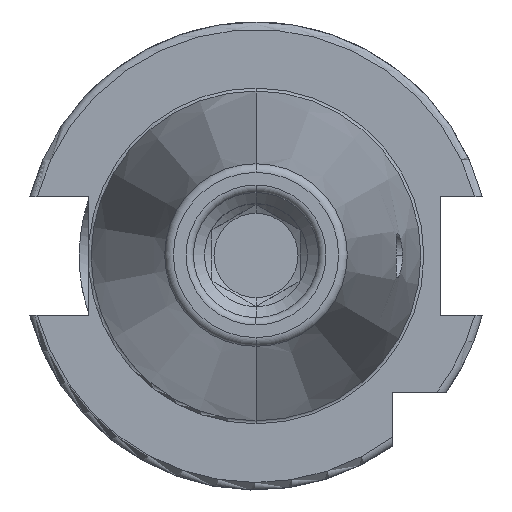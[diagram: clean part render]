
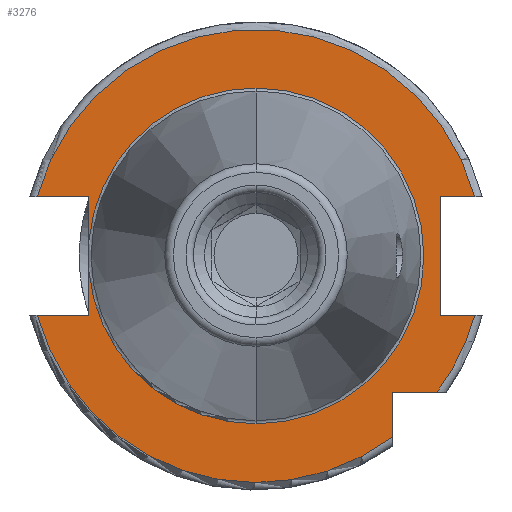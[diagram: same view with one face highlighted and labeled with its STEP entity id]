
A CAD part, top view. The second image highlights one B-rep face of the part: STEP entity #3276.
In plain terms, the highlighted planar face has unit normal (0, 0, 1).
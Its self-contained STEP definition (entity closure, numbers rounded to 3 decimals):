
#372=DIRECTION('',(1,0,0));
#373=VECTOR('',#372,7.004);
#374=CARTESIAN_POINT('',(-29.704,-8.05,15.9));
#375=LINE('',#374,#373);
#376=DIRECTION('',(0,1,0));
#377=VECTOR('',#376,5.917);
#378=CARTESIAN_POINT('',(-22.7,-8.05,15.9));
#379=LINE('',#378,#377);
#380=DIRECTION('',(0,1,0));
#381=VECTOR('',#380,5.917);
#382=CARTESIAN_POINT('',(-22.7,2.133,15.9));
#383=LINE('',#382,#381);
#384=DIRECTION('',(1,0,0));
#385=VECTOR('',#384,7.004);
#386=CARTESIAN_POINT('',(-29.704,8.05,15.9));
#387=LINE('',#386,#385);
#388=DIRECTION('',(-1,0,0));
#389=VECTOR('',#388,4.704);
#390=CARTESIAN_POINT('',(29.704,8.05,15.9));
#391=LINE('',#390,#389);
#392=DIRECTION('',(0,-1,0));
#393=VECTOR('',#392,16.1);
#394=CARTESIAN_POINT('',(25,8.05,15.9));
#395=LINE('',#394,#393);
#396=DIRECTION('',(-1,0,0));
#397=VECTOR('',#396,4.704);
#398=CARTESIAN_POINT('',(29.704,-8.05,15.9));
#399=LINE('',#398,#397);
#400=CARTESIAN_POINT('',(0,0,15.9));
#401=DIRECTION('',(0,0,1));
#402=DIRECTION('',(0.799,-0.601,0));
#403=AXIS2_PLACEMENT_3D('',#400,#401,#402);
#405=DIRECTION('',(-1,0,0));
#406=VECTOR('',#405,6.094);
#407=CARTESIAN_POINT('',(24.594,-18.5,15.9));
#408=LINE('',#407,#406);
#409=DIRECTION('',(0,1,0));
#410=VECTOR('',#409,6.094);
#411=CARTESIAN_POINT('',(18.5,-24.594,15.9));
#412=LINE('',#411,#410);
#423=CARTESIAN_POINT('',(0,0,15.9));
#424=DIRECTION('',(0,0,1));
#425=DIRECTION('',(0,1,0));
#426=AXIS2_PLACEMENT_3D('',#423,#424,#425);
#438=CARTESIAN_POINT('',(0,0,15.9));
#439=DIRECTION('',(0,0,1));
#440=DIRECTION('',(-0.996,-0.094,0));
#441=AXIS2_PLACEMENT_3D('',#438,#439,#440);
#443=CARTESIAN_POINT('',(0,0,15.9));
#444=DIRECTION('',(0,0,-1));
#445=DIRECTION('',(0,1,0));
#446=AXIS2_PLACEMENT_3D('',#443,#444,#445);
#1827=CARTESIAN_POINT('',(0,0,15.9));
#1828=DIRECTION('',(0,0,1));
#1829=DIRECTION('',(0.965,0.262,0));
#1830=AXIS2_PLACEMENT_3D('',#1827,#1828,#1829);
#1878=CARTESIAN_POINT('',(0,0,15.9));
#1879=DIRECTION('',(0,0,1));
#1880=DIRECTION('',(-0.965,-0.262,0));
#1881=AXIS2_PLACEMENT_3D('',#1878,#1879,#1880);
#2310=CARTESIAN_POINT('',(0,22.8,15.9));
#2312=VERTEX_POINT('',#2310);
#2332=CARTESIAN_POINT('',(0,-22.8,15.9));
#2334=VERTEX_POINT('',#2332);
#2472=CARTESIAN_POINT('',(-29.704,-8.05,15.9));
#2473=CARTESIAN_POINT('',(-22.7,-8.05,15.9));
#2474=VERTEX_POINT('',#2472);
#2475=VERTEX_POINT('',#2473);
#2476=CARTESIAN_POINT('',(-22.7,-2.133,15.9));
#2477=VERTEX_POINT('',#2476);
#2478=CARTESIAN_POINT('',(-22.7,2.133,15.9));
#2479=CARTESIAN_POINT('',(-22.7,8.05,15.9));
#2480=VERTEX_POINT('',#2478);
#2481=VERTEX_POINT('',#2479);
#2482=CARTESIAN_POINT('',(-29.704,8.05,15.9));
#2483=VERTEX_POINT('',#2482);
#2484=CARTESIAN_POINT('',(25,8.05,15.9));
#2485=CARTESIAN_POINT('',(25,-8.05,15.9));
#2486=VERTEX_POINT('',#2484);
#2487=VERTEX_POINT('',#2485);
#2488=CARTESIAN_POINT('',(29.704,-8.05,15.9));
#2489=VERTEX_POINT('',#2488);
#2490=CARTESIAN_POINT('',(29.704,8.05,15.9));
#2491=VERTEX_POINT('',#2490);
#2492=CARTESIAN_POINT('',(18.5,-24.594,15.9));
#2493=CARTESIAN_POINT('',(18.5,-18.5,15.9));
#2494=VERTEX_POINT('',#2492);
#2495=VERTEX_POINT('',#2493);
#2496=CARTESIAN_POINT('',(24.594,-18.5,15.9));
#2497=VERTEX_POINT('',#2496);
#3246=CARTESIAN_POINT('',(0,0,15.9));
#3247=DIRECTION('',(0,0,-1));
#3248=DIRECTION('',(0,-1,0));
#3249=AXIS2_PLACEMENT_3D('',#3246,#3247,#3248);
#3250=PLANE('',#3249);
#3251=ORIENTED_EDGE('',*,*,#3223,.T.);
#3252=ORIENTED_EDGE('',*,*,#2895,.T.);
#3254=ORIENTED_EDGE('',*,*,#3253,.T.);
#3256=ORIENTED_EDGE('',*,*,#3255,.F.);
#3258=ORIENTED_EDGE('',*,*,#3257,.T.);
#3259=ORIENTED_EDGE('',*,*,#2891,.T.);
#3260=ORIENTED_EDGE('',*,*,#2942,.F.);
#3262=ORIENTED_EDGE('',*,*,#3261,.F.);
#3264=ORIENTED_EDGE('',*,*,#3263,.T.);
#3266=ORIENTED_EDGE('',*,*,#3265,.T.);
#3267=ORIENTED_EDGE('',*,*,#3018,.F.);
#3269=ORIENTED_EDGE('',*,*,#3268,.F.);
#3270=ORIENTED_EDGE('',*,*,#3076,.T.);
#3271=ORIENTED_EDGE('',*,*,#3127,.F.);
#3273=ORIENTED_EDGE('',*,*,#3272,.F.);
#3274=EDGE_LOOP('',(#3251,#3252,#3254,#3256,#3258,#3259,#3260,#3262,#3264,#3266,
#3267,#3269,#3270,#3271,#3273));
#3275=FACE_OUTER_BOUND('',#3274,.F.);
#3276=ADVANCED_FACE('',(#3275),#3250,.F.);
#404=CIRCLE('',#403,30.775);
#427=CIRCLE('',#426,22.8);
#442=CIRCLE('',#441,22.8);
#447=CIRCLE('',#446,22.8);
#1831=CIRCLE('',#1830,30.775);
#1882=CIRCLE('',#1881,30.775);
#2891=EDGE_CURVE('',#2480,#2481,#383,.T.);
#2895=EDGE_CURVE('',#2475,#2477,#379,.T.);
#2942=EDGE_CURVE('',#2483,#2481,#387,.T.);
#3018=EDGE_CURVE('',#2489,#2487,#399,.T.);
#3076=EDGE_CURVE('',#2497,#2495,#408,.T.);
#3127=EDGE_CURVE('',#2494,#2495,#412,.T.);
#3223=EDGE_CURVE('',#2474,#2475,#375,.T.);
#3253=EDGE_CURVE('',#2477,#2334,#442,.T.);
#3255=EDGE_CURVE('',#2312,#2334,#447,.T.);
#3257=EDGE_CURVE('',#2312,#2480,#427,.T.);
#3261=EDGE_CURVE('',#2491,#2483,#1831,.T.);
#3263=EDGE_CURVE('',#2491,#2486,#391,.T.);
#3265=EDGE_CURVE('',#2486,#2487,#395,.T.);
#3268=EDGE_CURVE('',#2497,#2489,#404,.T.);
#3272=EDGE_CURVE('',#2474,#2494,#1882,.T.);
